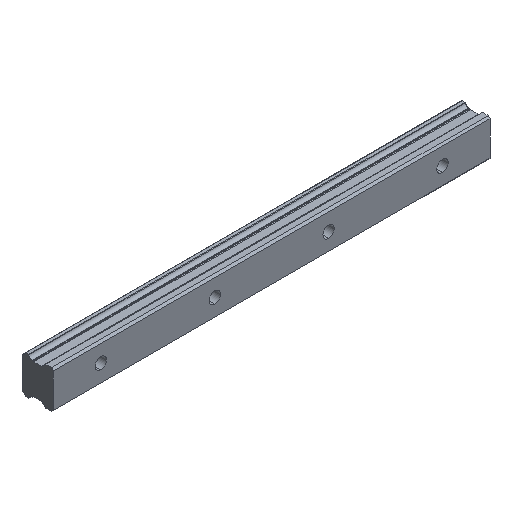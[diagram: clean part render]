
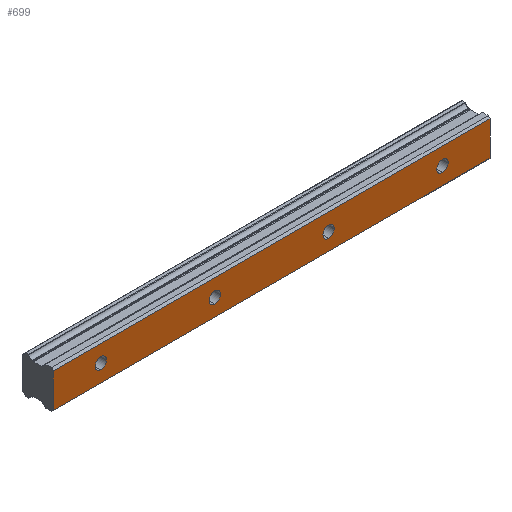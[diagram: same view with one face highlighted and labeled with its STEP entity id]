
A CAD part, isometric view. The second image highlights one B-rep face of the part: STEP entity #699.
In plain terms, the highlighted planar face has unit normal (0, -1, 0).
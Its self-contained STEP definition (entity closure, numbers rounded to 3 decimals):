
#5 = CIRCLE ( 'NONE', #1247, 3. ) ;
#21 = EDGE_LOOP ( 'NONE', ( #1154, #239 ) ) ;
#49 = DIRECTION ( 'NONE',  ( 0., 0., 1. ) ) ;
#61 = EDGE_LOOP ( 'NONE', ( #1671, #692 ) ) ;
#97 = LINE ( 'NONE', #1233, #1838 ) ;
#120 = VERTEX_POINT ( 'NONE', #1105 ) ;
#123 = ORIENTED_EDGE ( 'NONE', *, *, #1424, .F. ) ;
#126 = EDGE_LOOP ( 'NONE', ( #364, #1755, #698, #1698 ) ) ;
#200 = CARTESIAN_POINT ( 'NONE',  ( 60., 0., 3. ) ) ;
#234 = VERTEX_POINT ( 'NONE', #200 ) ;
#239 = ORIENTED_EDGE ( 'NONE', *, *, #1657, .F. ) ;
#263 = CIRCLE ( 'NONE', #1784, 3. ) ;
#353 = DIRECTION ( 'NONE',  ( -1., 0., 0. ) ) ;
#358 = EDGE_CURVE ( 'NONE', #1023, #499, #97, .T. ) ;
#362 = CARTESIAN_POINT ( 'NONE',  ( 205., 0., -9. ) ) ;
#364 = ORIENTED_EDGE ( 'NONE', *, *, #980, .F. ) ;
#368 = LINE ( 'NONE', #1662, #502 ) ;
#388 = CARTESIAN_POINT ( 'NONE',  ( 120., 0., 0. ) ) ;
#396 = DIRECTION ( 'NONE',  ( 0., -1., 0. ) ) ;
#399 = VERTEX_POINT ( 'NONE', #550 ) ;
#411 = DIRECTION ( 'NONE',  ( 0., 1., 0. ) ) ;
#425 = CIRCLE ( 'NONE', #943, 3. ) ;
#429 = AXIS2_PLACEMENT_3D ( 'NONE', #1343, #1780, #1633 ) ;
#475 = CARTESIAN_POINT ( 'NONE',  ( 180., 0., -3. ) ) ;
#492 = CARTESIAN_POINT ( 'NONE',  ( 0., 0., 3. ) ) ;
#499 = VERTEX_POINT ( 'NONE', #887 ) ;
#502 = VECTOR ( 'NONE', #942, 1000. ) ;
#505 = LINE ( 'NONE', #362, #768 ) ;
#518 = DIRECTION ( 'NONE',  ( 0., -1., 0. ) ) ;
#521 = CARTESIAN_POINT ( 'NONE',  ( 205., 0., 9. ) ) ;
#550 = CARTESIAN_POINT ( 'NONE',  ( 120., 0., 3. ) ) ;
#554 = VERTEX_POINT ( 'NONE', #1150 ) ;
#572 = DIRECTION ( 'NONE',  ( 0., -1., 0. ) ) ;
#599 = EDGE_CURVE ( 'NONE', #120, #234, #1004, .T. ) ;
#612 = EDGE_LOOP ( 'NONE', ( #853, #784 ) ) ;
#616 = CIRCLE ( 'NONE', #1033, 3. ) ;
#656 = DIRECTION ( 'NONE',  ( 0., -1., 0. ) ) ;
#678 = VERTEX_POINT ( 'NONE', #1129 ) ;
#692 = ORIENTED_EDGE ( 'NONE', *, *, #1401, .F. ) ;
#698 = ORIENTED_EDGE ( 'NONE', *, *, #1691, .F. ) ;
#699 = ADVANCED_FACE ( 'NONE', ( #993, #1425, #1541, #1719, #1394 ), #1251, .F. ) ;
#746 = VERTEX_POINT ( 'NONE', #855 ) ;
#752 = CARTESIAN_POINT ( 'NONE',  ( 120., 0., 0. ) ) ;
#768 = VECTOR ( 'NONE', #353, 1000. ) ;
#784 = ORIENTED_EDGE ( 'NONE', *, *, #599, .F. ) ;
#787 = EDGE_CURVE ( 'NONE', #554, #1307, #5, .T. ) ;
#793 = DIRECTION ( 'NONE',  ( 0., 0., -1. ) ) ;
#797 = CARTESIAN_POINT ( 'NONE',  ( 120., 0., -3. ) ) ;
#821 = CARTESIAN_POINT ( 'NONE',  ( 0., 0., 0. ) ) ;
#848 = DIRECTION ( 'NONE',  ( 0., 0., 1. ) ) ;
#853 = ORIENTED_EDGE ( 'NONE', *, *, #1431, .F. ) ;
#855 = CARTESIAN_POINT ( 'NONE',  ( 205., 0., 9. ) ) ;
#865 = LINE ( 'NONE', #521, #1842 ) ;
#884 = CARTESIAN_POINT ( 'NONE',  ( 0., 0., 0. ) ) ;
#887 = CARTESIAN_POINT ( 'NONE',  ( -25., 0., 9. ) ) ;
#892 = DIRECTION ( 'NONE',  ( 0., -1., 0. ) ) ;
#916 = AXIS2_PLACEMENT_3D ( 'NONE', #821, #518, #1862 ) ;
#924 = DIRECTION ( 'NONE',  ( 0., -1., 0. ) ) ;
#942 = DIRECTION ( 'NONE',  ( 1., 0., 0. ) ) ;
#943 = AXIS2_PLACEMENT_3D ( 'NONE', #995, #1688, #848 ) ;
#973 = DIRECTION ( 'NONE',  ( 0., 0., 1. ) ) ;
#980 = EDGE_CURVE ( 'NONE', #1840, #1023, #505, .T. ) ;
#993 = FACE_OUTER_BOUND ( 'NONE', #126, .T. ) ;
#995 = CARTESIAN_POINT ( 'NONE',  ( 180., 0., 0. ) ) ;
#1004 = CIRCLE ( 'NONE', #429, 3. ) ;
#1008 = VERTEX_POINT ( 'NONE', #797 ) ;
#1023 = VERTEX_POINT ( 'NONE', #1787 ) ;
#1025 = DIRECTION ( 'NONE',  ( 0., 0., 1. ) ) ;
#1033 = AXIS2_PLACEMENT_3D ( 'NONE', #1651, #924, #49 ) ;
#1043 = VERTEX_POINT ( 'NONE', #475 ) ;
#1105 = CARTESIAN_POINT ( 'NONE',  ( 60., 0., -3. ) ) ;
#1129 = CARTESIAN_POINT ( 'NONE',  ( 180., 0., 3. ) ) ;
#1145 = EDGE_CURVE ( 'NONE', #399, #1008, #1866, .T. ) ;
#1150 = CARTESIAN_POINT ( 'NONE',  ( 0., 0., -3. ) ) ;
#1154 = ORIENTED_EDGE ( 'NONE', *, *, #1145, .F. ) ;
#1166 = AXIS2_PLACEMENT_3D ( 'NONE', #752, #572, #1884 ) ;
#1186 = AXIS2_PLACEMENT_3D ( 'NONE', #1721, #396, #1836 ) ;
#1201 = EDGE_LOOP ( 'NONE', ( #123, #1231 ) ) ;
#1231 = ORIENTED_EDGE ( 'NONE', *, *, #787, .F. ) ;
#1233 = CARTESIAN_POINT ( 'NONE',  ( -25., 0., 9. ) ) ;
#1247 = AXIS2_PLACEMENT_3D ( 'NONE', #884, #892, #1025 ) ;
#1251 = PLANE ( 'NONE',  #1761 ) ;
#1275 = DIRECTION ( 'NONE',  ( 0., 0., 1. ) ) ;
#1307 = VERTEX_POINT ( 'NONE', #492 ) ;
#1343 = CARTESIAN_POINT ( 'NONE',  ( 60., 0., 0. ) ) ;
#1394 = FACE_BOUND ( 'NONE', #612, .T. ) ;
#1401 = EDGE_CURVE ( 'NONE', #1043, #678, #616, .T. ) ;
#1424 = EDGE_CURVE ( 'NONE', #1307, #554, #1468, .T. ) ;
#1425 = FACE_BOUND ( 'NONE', #1201, .T. ) ;
#1431 = EDGE_CURVE ( 'NONE', #234, #120, #1619, .T. ) ;
#1436 = EDGE_CURVE ( 'NONE', #678, #1043, #425, .T. ) ;
#1468 = CIRCLE ( 'NONE', #916, 3. ) ;
#1541 = FACE_BOUND ( 'NONE', #61, .T. ) ;
#1558 = DIRECTION ( 'NONE',  ( 0., 0., 1. ) ) ;
#1619 = CIRCLE ( 'NONE', #1186, 3. ) ;
#1633 = DIRECTION ( 'NONE',  ( 0., 0., 1. ) ) ;
#1637 = EDGE_CURVE ( 'NONE', #746, #1840, #865, .T. ) ;
#1651 = CARTESIAN_POINT ( 'NONE',  ( 180., 0., 0. ) ) ;
#1657 = EDGE_CURVE ( 'NONE', #1008, #399, #263, .T. ) ;
#1662 = CARTESIAN_POINT ( 'NONE',  ( 205., 0., 9. ) ) ;
#1671 = ORIENTED_EDGE ( 'NONE', *, *, #1436, .F. ) ;
#1688 = DIRECTION ( 'NONE',  ( 0., -1., 0. ) ) ;
#1691 = EDGE_CURVE ( 'NONE', #499, #746, #368, .T. ) ;
#1698 = ORIENTED_EDGE ( 'NONE', *, *, #358, .F. ) ;
#1719 = FACE_BOUND ( 'NONE', #21, .T. ) ;
#1721 = CARTESIAN_POINT ( 'NONE',  ( 60., 0., 0. ) ) ;
#1755 = ORIENTED_EDGE ( 'NONE', *, *, #1637, .F. ) ;
#1761 = AXIS2_PLACEMENT_3D ( 'NONE', #1834, #411, #1558 ) ;
#1780 = DIRECTION ( 'NONE',  ( 0., -1., 0. ) ) ;
#1784 = AXIS2_PLACEMENT_3D ( 'NONE', #388, #656, #973 ) ;
#1787 = CARTESIAN_POINT ( 'NONE',  ( -25., 0., -9. ) ) ;
#1834 = CARTESIAN_POINT ( 'NONE',  ( 205., 0., 9. ) ) ;
#1836 = DIRECTION ( 'NONE',  ( 0., 0., 1. ) ) ;
#1838 = VECTOR ( 'NONE', #1275, 1000. ) ;
#1840 = VERTEX_POINT ( 'NONE', #1848 ) ;
#1842 = VECTOR ( 'NONE', #793, 1000. ) ;
#1848 = CARTESIAN_POINT ( 'NONE',  ( 205., 0., -9. ) ) ;
#1862 = DIRECTION ( 'NONE',  ( 0., 0., 1. ) ) ;
#1866 = CIRCLE ( 'NONE', #1166, 3. ) ;
#1884 = DIRECTION ( 'NONE',  ( 0., 0., 1. ) ) ;
